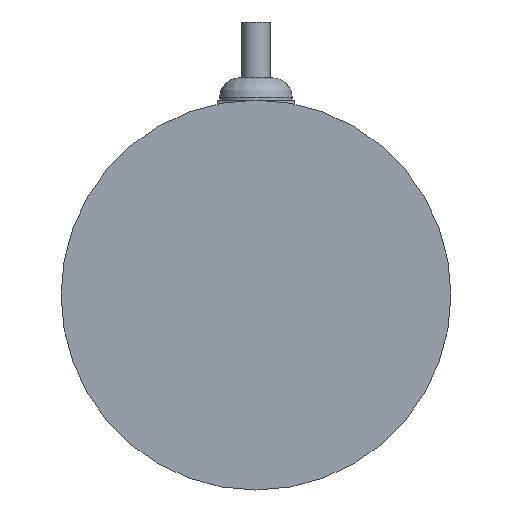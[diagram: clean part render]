
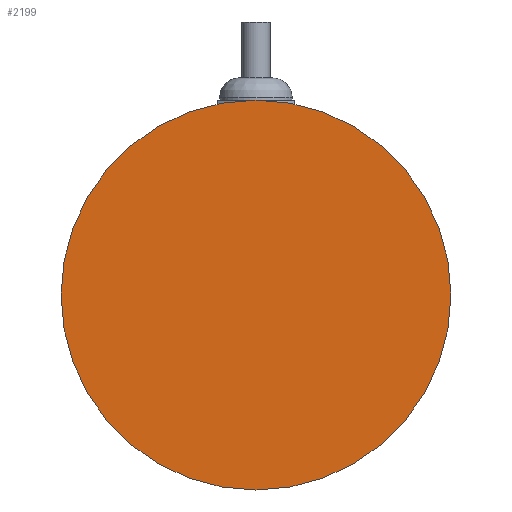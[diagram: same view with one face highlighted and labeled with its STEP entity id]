
A CAD part, front view. The second image highlights one B-rep face of the part: STEP entity #2199.
In plain terms, the highlighted planar face has unit normal (0, -1, 0).
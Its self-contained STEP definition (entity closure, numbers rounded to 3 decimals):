
#94=PLANE('',#2432);
#335=FACE_OUTER_BOUND('',#478,.T.);
#478=EDGE_LOOP('',(#1993,#1994));
#564=CIRCLE('',#2430,35.);
#565=CIRCLE('',#2431,35.);
#1040=VERTEX_POINT('',#8949);
#1041=VERTEX_POINT('',#8950);
#1361=EDGE_CURVE('',#1040,#1041,#564,.T.);
#1362=EDGE_CURVE('',#1041,#1040,#565,.T.);
#1993=ORIENTED_EDGE('',*,*,#1361,.T.);
#1994=ORIENTED_EDGE('',*,*,#1362,.T.);
#2199=ADVANCED_FACE('',(#335),#94,.T.);
#2430=AXIS2_PLACEMENT_3D('',#8951,#2948,#2949);
#2431=AXIS2_PLACEMENT_3D('',#8952,#2950,#2951);
#2432=AXIS2_PLACEMENT_3D('',#8954,#2953,#2954);
#2948=DIRECTION('center_axis',(0.,-1.,0.));
#2949=DIRECTION('ref_axis',(1.,0.,0.));
#2950=DIRECTION('center_axis',(0.,-1.,0.));
#2951=DIRECTION('ref_axis',(1.,0.,0.));
#2953=DIRECTION('center_axis',(0.,-1.,0.));
#2954=DIRECTION('ref_axis',(0.,0.,-1.));
#8949=CARTESIAN_POINT('',(35.,0.,0.));
#8950=CARTESIAN_POINT('',(-35.,0.,0.));
#8951=CARTESIAN_POINT('Origin',(0.,0.,0.));
#8952=CARTESIAN_POINT('Origin',(0.,0.,0.));
#8954=CARTESIAN_POINT('Origin',(0.,0.,0.));
